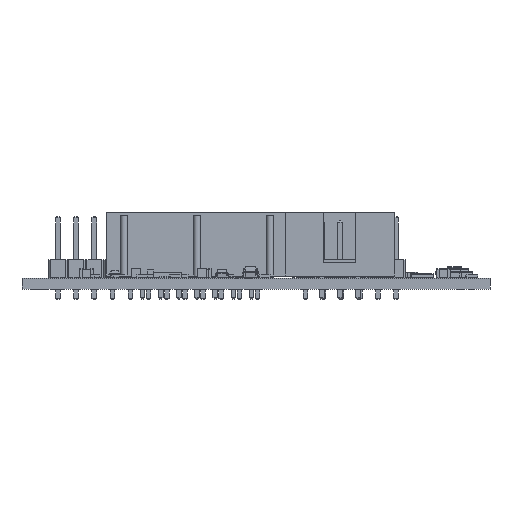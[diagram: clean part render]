
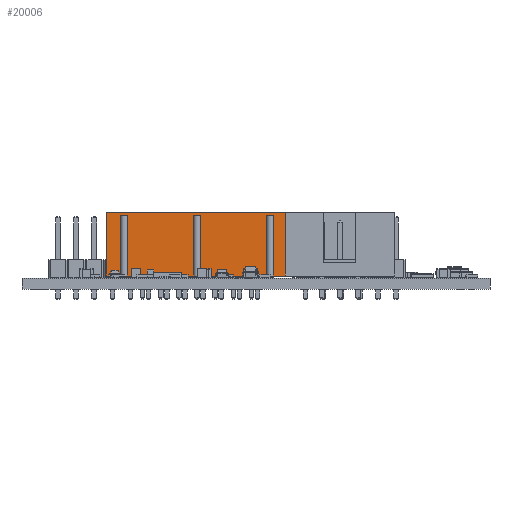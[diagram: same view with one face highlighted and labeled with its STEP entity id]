
A CAD part, front view. The second image highlights one B-rep face of the part: STEP entity #20006.
In plain terms, the highlighted face is planar.
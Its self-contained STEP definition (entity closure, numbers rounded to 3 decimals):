
#19032 = EDGE_CURVE('',#19033,#19035,#19037,.T.);
#19033 = VERTEX_POINT('',#19034);
#19034 = CARTESIAN_POINT('',(5.695,5.1,0.25));
#19035 = VERTEX_POINT('',#19036);
#19036 = CARTESIAN_POINT('',(5.695,5.1,9.1));
#19037 = LINE('',#19038,#19039);
#19038 = CARTESIAN_POINT('',(5.695,5.1,0.25));
#19039 = VECTOR('',#19040,1.);
#19040 = DIRECTION('',(0.,0.,1.));
#19097 = VERTEX_POINT('',#19098);
#19098 = CARTESIAN_POINT('',(5.695,-20.34,9.1));
#19104 = EDGE_CURVE('',#19097,#19035,#19105,.T.);
#19105 = LINE('',#19106,#19107);
#19106 = CARTESIAN_POINT('',(5.695,-20.34,9.1));
#19107 = VECTOR('',#19108,1.);
#19108 = DIRECTION('',(0.,1.,0.));
#19305 = VERTEX_POINT('',#19306);
#19306 = CARTESIAN_POINT('',(5.695,-20.34,0.25));
#19312 = EDGE_CURVE('',#19305,#19097,#19313,.T.);
#19313 = LINE('',#19314,#19315);
#19314 = CARTESIAN_POINT('',(5.695,-20.34,0.25));
#19315 = VECTOR('',#19316,1.);
#19316 = DIRECTION('',(0.,0.,1.));
#19352 = EDGE_CURVE('',#19353,#19033,#19355,.T.);
#19353 = VERTEX_POINT('',#19354);
#19354 = CARTESIAN_POINT('',(5.695,3.033,0.25));
#19355 = LINE('',#19356,#19357);
#19356 = CARTESIAN_POINT('',(5.695,-20.34,0.25));
#19357 = VECTOR('',#19358,1.);
#19358 = DIRECTION('',(0.,1.,0.));
#19370 = VERTEX_POINT('',#19371);
#19371 = CARTESIAN_POINT('',(5.695,2.167,0.25));
#19378 = EDGE_CURVE('',#19379,#19370,#19381,.T.);
#19379 = VERTEX_POINT('',#19380);
#19380 = CARTESIAN_POINT('',(5.695,-7.187,0.25));
#19381 = LINE('',#19382,#19383);
#19382 = CARTESIAN_POINT('',(5.695,-20.34,0.25));
#19383 = VECTOR('',#19384,1.);
#19384 = DIRECTION('',(0.,1.,0.));
#19396 = VERTEX_POINT('',#19397);
#19397 = CARTESIAN_POINT('',(5.695,-8.053,0.25));
#19404 = EDGE_CURVE('',#19405,#19396,#19407,.T.);
#19405 = VERTEX_POINT('',#19406);
#19406 = CARTESIAN_POINT('',(5.695,-17.407,0.25));
#19407 = LINE('',#19408,#19409);
#19408 = CARTESIAN_POINT('',(5.695,-20.34,0.25));
#19409 = VECTOR('',#19410,1.);
#19410 = DIRECTION('',(0.,1.,0.));
#19422 = VERTEX_POINT('',#19423);
#19423 = CARTESIAN_POINT('',(5.695,-18.273,0.25));
#19430 = EDGE_CURVE('',#19305,#19422,#19431,.T.);
#19431 = LINE('',#19432,#19433);
#19432 = CARTESIAN_POINT('',(5.695,-20.34,0.25));
#19433 = VECTOR('',#19434,1.);
#19434 = DIRECTION('',(0.,1.,0.));
#20006 = ADVANCED_FACE('',(#20007),#20082,.T.);
#20007 = FACE_BOUND('',#20008,.T.);
#20008 = EDGE_LOOP('',(#20009,#20010,#20011,#20019,#20027,#20033,#20034,
    #20042,#20050,#20056,#20057,#20065,#20073,#20079,#20080,#20081));
#20009 = ORIENTED_EDGE('',*,*,#19312,.F.);
#20010 = ORIENTED_EDGE('',*,*,#19430,.T.);
#20011 = ORIENTED_EDGE('',*,*,#20012,.F.);
#20012 = EDGE_CURVE('',#20013,#19422,#20015,.T.);
#20013 = VERTEX_POINT('',#20014);
#20014 = CARTESIAN_POINT('',(5.695,-18.273,8.75));
#20015 = LINE('',#20016,#20017);
#20016 = CARTESIAN_POINT('',(5.695,-18.273,0.25));
#20017 = VECTOR('',#20018,1.);
#20018 = DIRECTION('',(-0.,-0.,-1.));
#20019 = ORIENTED_EDGE('',*,*,#20020,.F.);
#20020 = EDGE_CURVE('',#20021,#20013,#20023,.T.);
#20021 = VERTEX_POINT('',#20022);
#20022 = CARTESIAN_POINT('',(5.695,-17.407,8.75));
#20023 = LINE('',#20024,#20025);
#20024 = CARTESIAN_POINT('',(5.695,-12.73,8.75));
#20025 = VECTOR('',#20026,1.);
#20026 = DIRECTION('',(0.,-1.,0.));
#20027 = ORIENTED_EDGE('',*,*,#20028,.T.);
#20028 = EDGE_CURVE('',#20021,#19405,#20029,.T.);
#20029 = LINE('',#20030,#20031);
#20030 = CARTESIAN_POINT('',(5.695,-17.407,0.25));
#20031 = VECTOR('',#20032,1.);
#20032 = DIRECTION('',(-0.,-0.,-1.));
#20033 = ORIENTED_EDGE('',*,*,#19404,.T.);
#20034 = ORIENTED_EDGE('',*,*,#20035,.F.);
#20035 = EDGE_CURVE('',#20036,#19396,#20038,.T.);
#20036 = VERTEX_POINT('',#20037);
#20037 = CARTESIAN_POINT('',(5.695,-8.053,8.75));
#20038 = LINE('',#20039,#20040);
#20039 = CARTESIAN_POINT('',(5.695,-8.053,0.25));
#20040 = VECTOR('',#20041,1.);
#20041 = DIRECTION('',(-0.,-0.,-1.));
#20042 = ORIENTED_EDGE('',*,*,#20043,.F.);
#20043 = EDGE_CURVE('',#20044,#20036,#20046,.T.);
#20044 = VERTEX_POINT('',#20045);
#20045 = CARTESIAN_POINT('',(5.695,-7.187,8.75));
#20046 = LINE('',#20047,#20048);
#20047 = CARTESIAN_POINT('',(5.695,-7.62,8.75));
#20048 = VECTOR('',#20049,1.);
#20049 = DIRECTION('',(0.,-1.,0.));
#20050 = ORIENTED_EDGE('',*,*,#20051,.T.);
#20051 = EDGE_CURVE('',#20044,#19379,#20052,.T.);
#20052 = LINE('',#20053,#20054);
#20053 = CARTESIAN_POINT('',(5.695,-7.187,0.25));
#20054 = VECTOR('',#20055,1.);
#20055 = DIRECTION('',(-0.,-0.,-1.));
#20056 = ORIENTED_EDGE('',*,*,#19378,.T.);
#20057 = ORIENTED_EDGE('',*,*,#20058,.F.);
#20058 = EDGE_CURVE('',#20059,#19370,#20061,.T.);
#20059 = VERTEX_POINT('',#20060);
#20060 = CARTESIAN_POINT('',(5.695,2.167,8.75));
#20061 = LINE('',#20062,#20063);
#20062 = CARTESIAN_POINT('',(5.695,2.167,0.25));
#20063 = VECTOR('',#20064,1.);
#20064 = DIRECTION('',(-0.,-0.,-1.));
#20065 = ORIENTED_EDGE('',*,*,#20066,.F.);
#20066 = EDGE_CURVE('',#20067,#20059,#20069,.T.);
#20067 = VERTEX_POINT('',#20068);
#20068 = CARTESIAN_POINT('',(5.695,3.033,8.75));
#20069 = LINE('',#20070,#20071);
#20070 = CARTESIAN_POINT('',(5.695,-2.51,8.75));
#20071 = VECTOR('',#20072,1.);
#20072 = DIRECTION('',(0.,-1.,0.));
#20073 = ORIENTED_EDGE('',*,*,#20074,.T.);
#20074 = EDGE_CURVE('',#20067,#19353,#20075,.T.);
#20075 = LINE('',#20076,#20077);
#20076 = CARTESIAN_POINT('',(5.695,3.033,0.25));
#20077 = VECTOR('',#20078,1.);
#20078 = DIRECTION('',(-0.,-0.,-1.));
#20079 = ORIENTED_EDGE('',*,*,#19352,.T.);
#20080 = ORIENTED_EDGE('',*,*,#19032,.T.);
#20081 = ORIENTED_EDGE('',*,*,#19104,.F.);
#20082 = PLANE('',#20083);
#20083 = AXIS2_PLACEMENT_3D('',#20084,#20085,#20086);
#20084 = CARTESIAN_POINT('',(5.695,-7.62,4.675));
#20085 = DIRECTION('',(1.,0.,0.));
#20086 = DIRECTION('',(0.,0.,1.));
